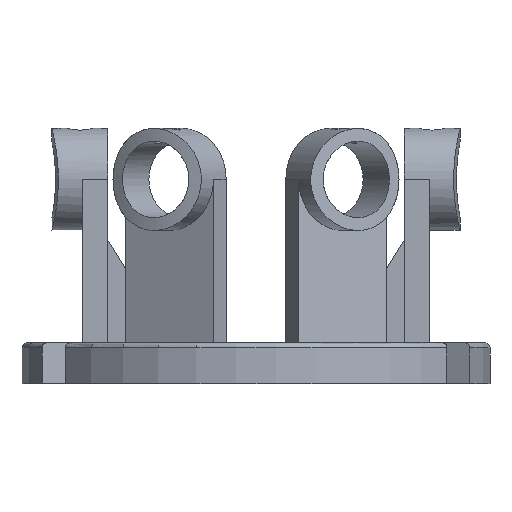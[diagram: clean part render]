
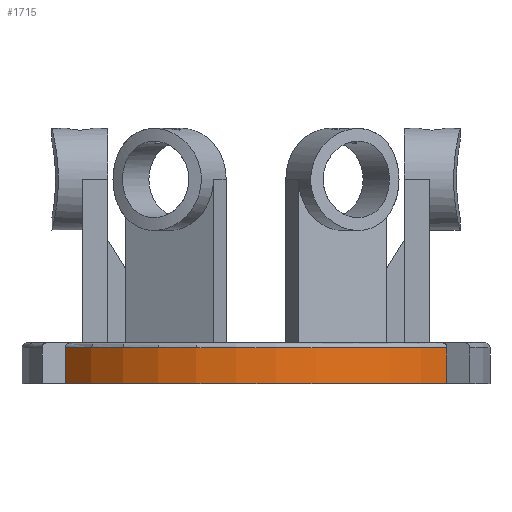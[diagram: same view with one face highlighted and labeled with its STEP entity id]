
A CAD part, left-side view. The second image highlights one B-rep face of the part: STEP entity #1715.
In plain terms, the highlighted cylindrical face has radius 92 mm (diameter 184 mm), a partial arc.
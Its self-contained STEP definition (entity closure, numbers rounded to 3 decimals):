
#39=CYLINDRICAL_SURFACE('',#1830,92.);
#167=LINE('',#2423,#305);
#238=LINE('',#3920,#376);
#305=VECTOR('',#1936,14.);
#376=VECTOR('',#2187,14.);
#508=FACE_OUTER_BOUND('',#639,.T.);
#639=EDGE_LOOP('',(#1602,#1603,#1604,#1605));
#653=CIRCLE('',#1738,92.);
#674=CIRCLE('',#1831,92.);
#812=VERTEX_POINT('',#2395);
#813=VERTEX_POINT('',#2406);
#815=VERTEX_POINT('',#2421);
#921=VERTEX_POINT('',#3919);
#997=EDGE_CURVE('',#812,#813,#653,.T.);
#1001=EDGE_CURVE('',#815,#812,#167,.T.);
#1152=EDGE_CURVE('',#921,#813,#238,.T.);
#1154=EDGE_CURVE('',#921,#815,#674,.T.);
#1602=ORIENTED_EDGE('',*,*,#997,.F.);
#1603=ORIENTED_EDGE('',*,*,#1001,.F.);
#1604=ORIENTED_EDGE('',*,*,#1154,.F.);
#1605=ORIENTED_EDGE('',*,*,#1152,.T.);
#1715=ADVANCED_FACE('',(#508),#39,.T.);
#1738=AXIS2_PLACEMENT_3D('',#2407,#1930,#1931);
#1830=AXIS2_PLACEMENT_3D('',#3922,#2189,#2190);
#1831=AXIS2_PLACEMENT_3D('',#3923,#2191,#2192);
#1930=DIRECTION('center_axis',(0.,0.,1.));
#1931=DIRECTION('ref_axis',(-1.,0.,0.));
#1936=DIRECTION('',(0.,0.,1.));
#2187=DIRECTION('',(0.,0.,1.));
#2189=DIRECTION('center_axis',(0.,0.,1.));
#2190=DIRECTION('ref_axis',(0.582,-0.813,0.));
#2191=DIRECTION('center_axis',(0.,0.,-1.));
#2192=DIRECTION('ref_axis',(0.582,-0.813,0.));
#2395=CARTESIAN_POINT('',(-53.574,74.792,14.));
#2406=CARTESIAN_POINT('',(-53.574,-74.792,14.));
#2407=CARTESIAN_POINT('Origin',(0.,0.,14.));
#2421=CARTESIAN_POINT('',(-53.574,74.792,0.));
#2423=CARTESIAN_POINT('',(-53.574,74.792,0.));
#3919=CARTESIAN_POINT('',(-53.574,-74.792,0.));
#3920=CARTESIAN_POINT('',(-53.574,-74.792,0.));
#3922=CARTESIAN_POINT('Origin',(0.,0.,0.));
#3923=CARTESIAN_POINT('Origin',(0.,0.,0.));
